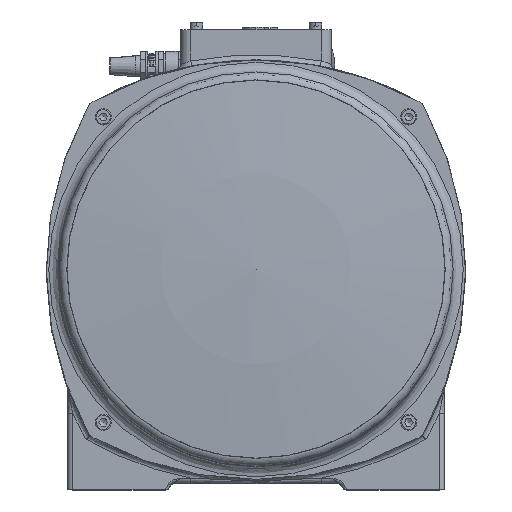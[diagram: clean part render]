
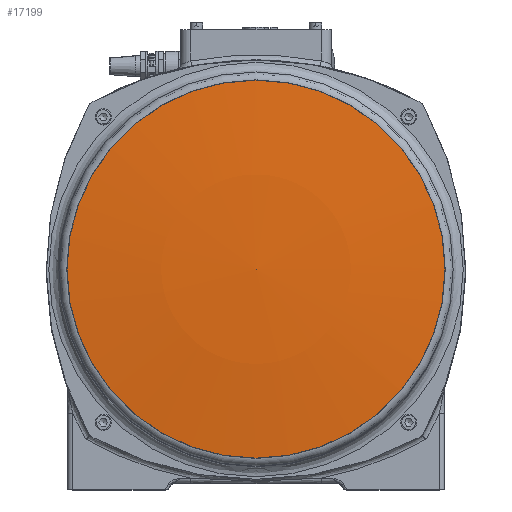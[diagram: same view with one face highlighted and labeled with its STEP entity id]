
A CAD part, top view. The second image highlights one B-rep face of the part: STEP entity #17199.
In plain terms, the highlighted spherical face has radius 1502 mm.
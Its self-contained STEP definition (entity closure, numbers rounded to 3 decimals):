
#17179=CARTESIAN_POINT('',(0.,-152.702,346.421));
#17180=VERTEX_POINT('',#17179);
#17181=CARTESIAN_POINT('',(0.,-2.,346.421));
#17182=DIRECTION('',(0.0,0.0,-1.0));
#17183=DIRECTION('',(0.0,1.0,0.0));
#17184=AXIS2_PLACEMENT_3D('',#17181,#17182,#17183);
#17185=CIRCLE('',#17184,150.702);
#17186=EDGE_CURVE('',#17180,#17180,#17185,.T.);
#17191=CARTESIAN_POINT('',(0.,-2.,-1148.0));
#17192=DIRECTION('',(0.0,0.0,1.0));
#17193=DIRECTION('',(1.0,0.0,0.0));
#17194=AXIS2_PLACEMENT_3D('',#17191,#17192,#17193);
#17195=SPHERICAL_SURFACE('',#17194,1502.);
#17196=ORIENTED_EDGE('',*,*,#17186,.F.);
#17197=EDGE_LOOP('',(#17196));
#17198=FACE_OUTER_BOUND('',#17197,.T.);
#17199=ADVANCED_FACE('',(#17198),#17195,.T.);
